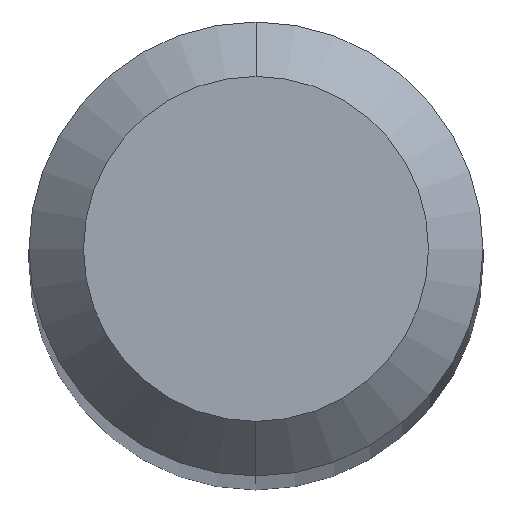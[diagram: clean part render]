
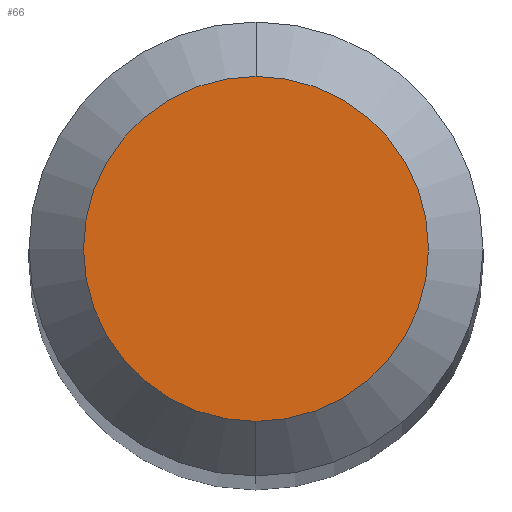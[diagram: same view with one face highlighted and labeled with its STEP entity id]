
A CAD part, top view. The second image highlights one B-rep face of the part: STEP entity #66.
In plain terms, the highlighted planar face has unit normal (0, 0, 1).
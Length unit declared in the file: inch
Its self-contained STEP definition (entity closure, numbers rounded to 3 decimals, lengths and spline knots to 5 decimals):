
#7 = FACE_OUTER_BOUND ( 'NONE', #477, .T. ) ;
#48 = CARTESIAN_POINT ( 'NONE',  ( 0., 0.0475, 0. ) ) ;
#66 = ADVANCED_FACE ( 'NONE', ( #7 ), #164, .F. ) ;
#144 = AXIS2_PLACEMENT_3D ( 'NONE', #287, #245, #205 ) ;
#159 = EDGE_CURVE ( 'NONE', #170, #179, #406, .T. ) ;
#162 = DIRECTION ( 'NONE',  ( 0., 1., 0. ) ) ;
#164 = PLANE ( 'NONE',  #260 ) ;
#168 = EDGE_CURVE ( 'NONE', #179, #170, #493, .T. ) ;
#170 = VERTEX_POINT ( 'NONE', #366 ) ;
#179 = VERTEX_POINT ( 'NONE', #48 ) ;
#205 = DIRECTION ( 'NONE',  ( 0., -1., 0. ) ) ;
#245 = DIRECTION ( 'NONE',  ( 0., 0., 1. ) ) ;
#251 = ORIENTED_EDGE ( 'NONE', *, *, #168, .T. ) ;
#260 = AXIS2_PLACEMENT_3D ( 'NONE', #412, #487, #162 ) ;
#285 = AXIS2_PLACEMENT_3D ( 'NONE', #442, #337, #479 ) ;
#287 = CARTESIAN_POINT ( 'NONE',  ( 0., 0., 0. ) ) ;
#295 = ORIENTED_EDGE ( 'NONE', *, *, #159, .T. ) ;
#337 = DIRECTION ( 'NONE',  ( 0., 0., 1. ) ) ;
#366 = CARTESIAN_POINT ( 'NONE',  ( 0., -0.0475, 0. ) ) ;
#406 = CIRCLE ( 'NONE', #285, 0.0475 ) ;
#412 = CARTESIAN_POINT ( 'NONE',  ( 0., 0.0475, 0. ) ) ;
#442 = CARTESIAN_POINT ( 'NONE',  ( 0., 0., 0. ) ) ;
#477 = EDGE_LOOP ( 'NONE', ( #251, #295 ) ) ;
#479 = DIRECTION ( 'NONE',  ( 0., -1., 0. ) ) ;
#487 = DIRECTION ( 'NONE',  ( 0., 0., -1. ) ) ;
#493 = CIRCLE ( 'NONE', #144, 0.0475 ) ;
